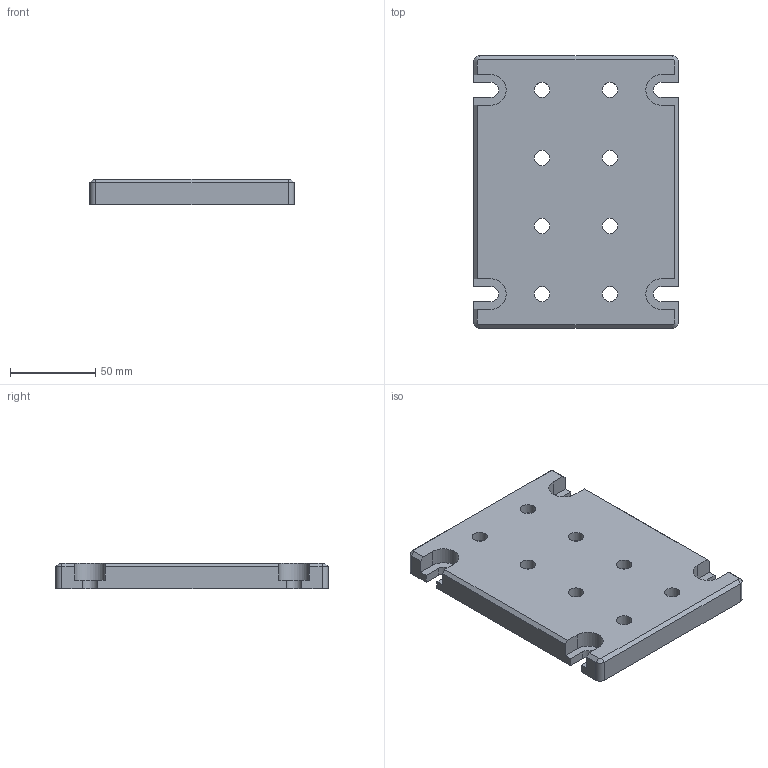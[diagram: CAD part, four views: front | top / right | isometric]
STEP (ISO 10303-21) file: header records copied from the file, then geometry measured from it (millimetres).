
FILE_DESCRIPTION((''),'2;1');
FILE_NAME('SZ0160V_A.stp','2013-08-21T13:06:13',('janine behrens'),(''),'Autodesk Inventor 2012','Autodesk Inventor 2012','');
FILE_SCHEMA(('AUTOMOTIVE_DESIGN { 1 0 10303 214 1 1 1 1 }'));
Length unit declared in the file: millimetre
Products named in the file (1): SZ0160V_A
Bounding box: 120 x 160 x 15 mm (x, y, z)
Volume: 256384 mm3; surface area: 50574.4 mm2
Topology: 1 solids, 1 shells, 78 faces, 196 edges, 128 vertices
Faces by surface type: plane 46, cylinder 28, cone 4
Full cylindrical faces by diameter (mm): 9 x8, 15 x8
Entity records: 2314 total; most frequent: DIRECTION 398, CARTESIAN_POINT 387, ORIENTED_EDGE 360, EDGE_CURVE 180, AXIS2_PLACEMENT_3D 139, VERTEX_POINT 128, VECTOR 120, LINE 120
